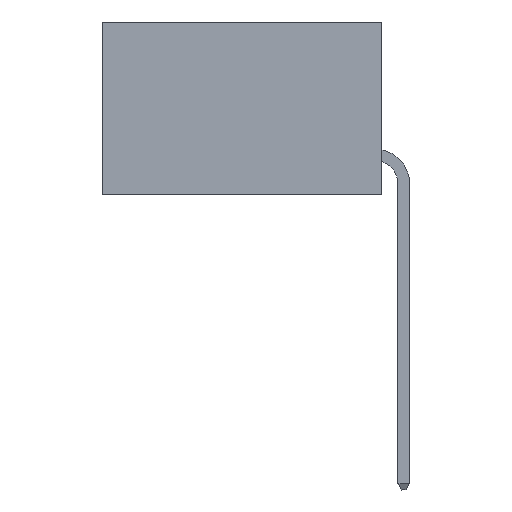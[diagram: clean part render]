
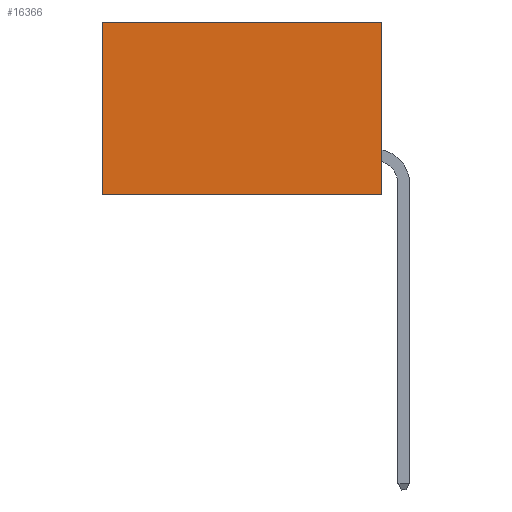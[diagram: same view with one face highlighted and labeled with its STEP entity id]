
A CAD part, left-side view. The second image highlights one B-rep face of the part: STEP entity #16366.
In plain terms, the highlighted planar face has unit normal (-1, 0, 0).
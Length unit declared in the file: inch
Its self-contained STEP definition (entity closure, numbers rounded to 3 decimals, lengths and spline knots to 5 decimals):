
#552 = VECTOR ( 'NONE', #6517, 39.37008 ) ;
#990 = LINE ( 'NONE', #8106, #552 ) ;
#1032 = EDGE_CURVE ( 'NONE', #8715, #1467, #990, .T. ) ;
#1467 = VERTEX_POINT ( 'NONE', #1881 ) ;
#1881 = CARTESIAN_POINT ( 'NONE',  ( 0.2875, 0.6, -0.37 ) ) ;
#3986 = PLANE ( 'NONE',  #4188 ) ;
#4041 = ORIENTED_EDGE ( 'NONE', *, *, #8110, .T. ) ;
#4188 = AXIS2_PLACEMENT_3D ( 'NONE', #6627, #15872, #7965 ) ;
#4311 = VERTEX_POINT ( 'NONE', #10213 ) ;
#5569 = FACE_OUTER_BOUND ( 'NONE', #14481, .T. ) ;
#5585 = CARTESIAN_POINT ( 'NONE',  ( 0.2875, 0., 0. ) ) ;
#6208 = EDGE_CURVE ( 'NONE', #4311, #1467, #13232, .T. ) ;
#6387 = CARTESIAN_POINT ( 'NONE',  ( 0.2875, 0., 0. ) ) ;
#6517 = DIRECTION ( 'NONE',  ( 0., 1., 0. ) ) ;
#6627 = CARTESIAN_POINT ( 'NONE',  ( 0.2875, 0., 0. ) ) ;
#6728 = LINE ( 'NONE', #7162, #14636 ) ;
#6891 = LINE ( 'NONE', #6387, #13584 ) ;
#7077 = DIRECTION ( 'NONE',  ( 0., 0., -1. ) ) ;
#7162 = CARTESIAN_POINT ( 'NONE',  ( 0.2875, 0., 0. ) ) ;
#7965 = DIRECTION ( 'NONE',  ( 0., 0., -1. ) ) ;
#8010 = ORIENTED_EDGE ( 'NONE', *, *, #6208, .T. ) ;
#8106 = CARTESIAN_POINT ( 'NONE',  ( 0.2875, 0., -0.37 ) ) ;
#8110 = EDGE_CURVE ( 'NONE', #13983, #4311, #6728, .T. ) ;
#8578 = CARTESIAN_POINT ( 'NONE',  ( 0.2875, 0.6, 0. ) ) ;
#8715 = VERTEX_POINT ( 'NONE', #13920 ) ;
#10213 = CARTESIAN_POINT ( 'NONE',  ( 0.2875, 0.6, 0. ) ) ;
#10910 = ORIENTED_EDGE ( 'NONE', *, *, #1032, .F. ) ;
#11177 = DIRECTION ( 'NONE',  ( 0., 1., 0. ) ) ;
#12586 = ORIENTED_EDGE ( 'NONE', *, *, #14245, .F. ) ;
#13232 = LINE ( 'NONE', #8578, #16238 ) ;
#13584 = VECTOR ( 'NONE', #16942, 39.37008 ) ;
#13920 = CARTESIAN_POINT ( 'NONE',  ( 0.2875, 0., -0.37 ) ) ;
#13983 = VERTEX_POINT ( 'NONE', #5585 ) ;
#14245 = EDGE_CURVE ( 'NONE', #13983, #8715, #6891, .T. ) ;
#14481 = EDGE_LOOP ( 'NONE', ( #8010, #10910, #12586, #4041 ) ) ;
#14636 = VECTOR ( 'NONE', #11177, 39.37008 ) ;
#15872 = DIRECTION ( 'NONE',  ( 1., 0., 0. ) ) ;
#16238 = VECTOR ( 'NONE', #7077, 39.37008 ) ;
#16366 = ADVANCED_FACE ( 'NONE', ( #5569 ), #3986, .F. ) ;
#16942 = DIRECTION ( 'NONE',  ( 0., 0., -1. ) ) ;
